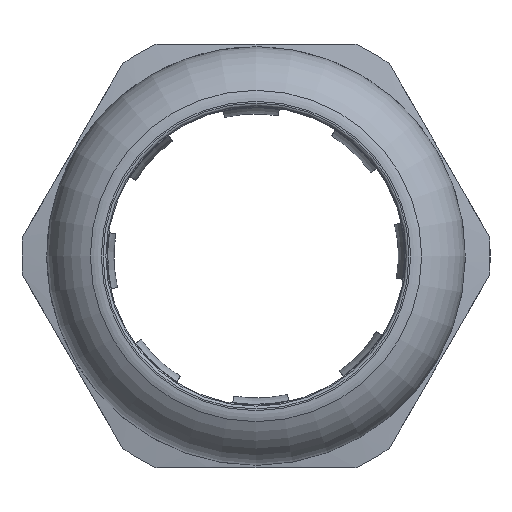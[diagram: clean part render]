
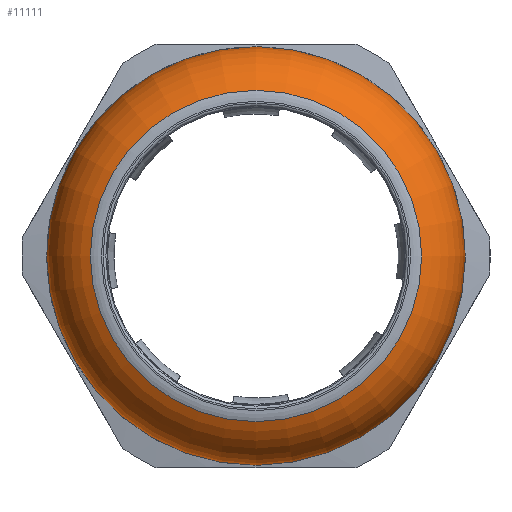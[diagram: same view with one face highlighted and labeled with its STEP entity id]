
A CAD part, left-side view. The second image highlights one B-rep face of the part: STEP entity #11111.
In plain terms, the highlighted toroidal (fillet/blend) face has major radius 24.446 mm and minor radius 12.619 mm.
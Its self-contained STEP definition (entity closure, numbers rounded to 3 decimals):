
#171=TOROIDAL_SURFACE('',#12350,24.446,12.619);
#275=FACE_BOUND('',#2447,.T.);
#888=CIRCLE('',#12349,29.351);
#889=CIRCLE('',#12351,37.065);
#1778=FACE_OUTER_BOUND('',#2446,.T.);
#2446=EDGE_LOOP('',(#10335));
#2447=EDGE_LOOP('',(#10336));
#5371=VERTEX_POINT('',#28350);
#5372=VERTEX_POINT('',#28353);
#7027=EDGE_CURVE('',#5371,#5371,#888,.T.);
#7028=EDGE_CURVE('',#5372,#5372,#889,.T.);
#10335=ORIENTED_EDGE('',*,*,#7027,.T.);
#10336=ORIENTED_EDGE('',*,*,#7028,.F.);
#11111=ADVANCED_FACE('',(#1778,#275),#171,.T.);
#12349=AXIS2_PLACEMENT_3D('',#28351,#15417,#15418);
#12350=AXIS2_PLACEMENT_3D('',#28352,#15419,#15420);
#12351=AXIS2_PLACEMENT_3D('',#28354,#15421,#15422);
#15417=DIRECTION('center_axis',(1.,0.,0.));
#15418=DIRECTION('ref_axis',(0.,0.,-1.));
#15419=DIRECTION('center_axis',(1.,0.,0.));
#15420=DIRECTION('ref_axis',(0.,0.,-1.));
#15421=DIRECTION('center_axis',(1.,0.,0.));
#15422=DIRECTION('ref_axis',(0.,0.,-1.));
#28350=CARTESIAN_POINT('',(-37.127,29.351,0.));
#28351=CARTESIAN_POINT('Origin',(-37.127,0.,
0.));
#28352=CARTESIAN_POINT('Origin',(-25.5,0.,0.));
#28353=CARTESIAN_POINT('',(-25.5,37.065,0.));
#28354=CARTESIAN_POINT('Origin',(-25.5,0.,0.));
